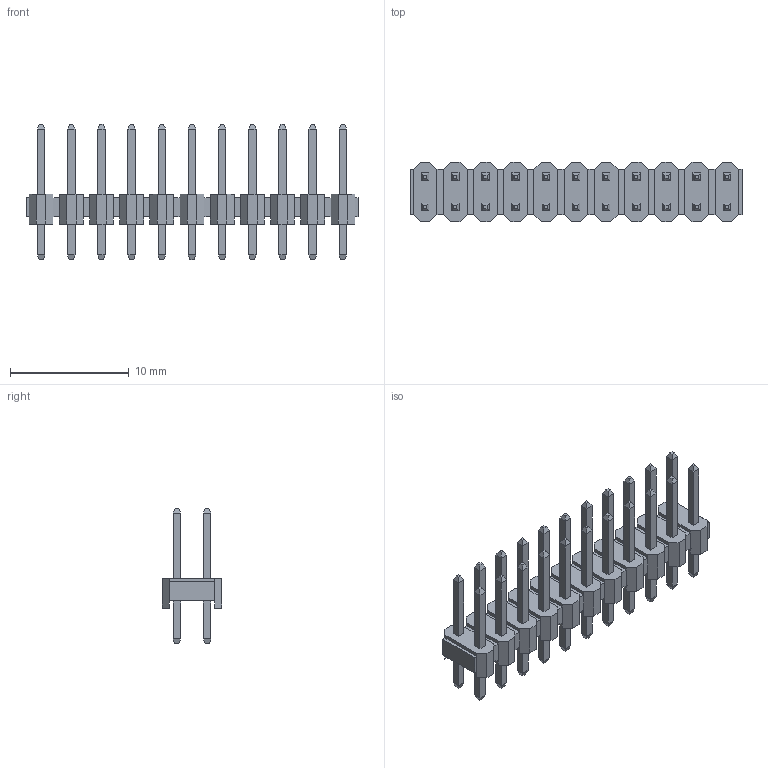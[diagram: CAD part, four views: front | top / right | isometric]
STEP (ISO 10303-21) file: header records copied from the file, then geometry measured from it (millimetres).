
FILE_DESCRIPTION (( 'STEP AP214' ), '1' );
FILE_NAME ('User Library-PLD-xx.STEP', '2017-11-30T13:36:19', ( '' ), ( '' ), 'SwSTEP 2.0', 'SolidWorks 2017', '' );
FILE_SCHEMA (( 'AUTOMOTIVE_DESIGN' ));
Length unit declared in the file: millimetre
Products named in the file (1): User Library-PLD-xx
Bounding box: 27.94 x 5 x 11.4 mm (x, y, z)
Volume: 323.5 mm3; surface area: 983 mm2
Topology: 1 solids, 2 shells, 584 faces, 1344 edges, 808 vertices
Faces by surface type: plane 584
Entity records: 22252 total; most frequent: CARTESIAN_POINT 2737, ORIENTED_EDGE 2688, DIRECTION 2514, EDGE_CURVE 1344, VECTOR 1344, LINE 1344, VERTEX_POINT 808, EDGE_LOOP 628
